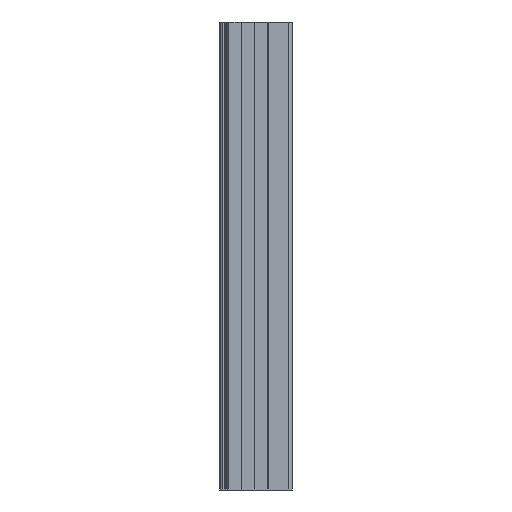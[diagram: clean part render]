
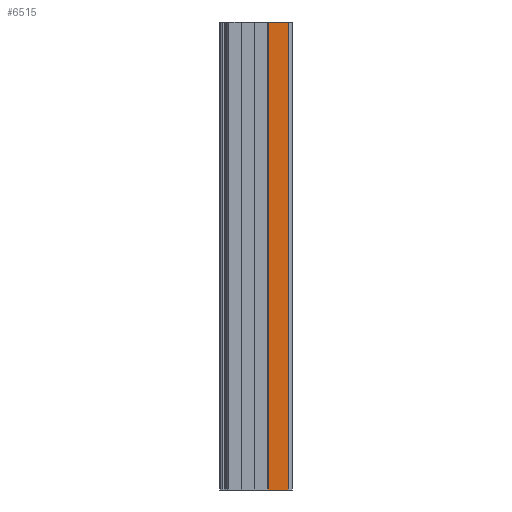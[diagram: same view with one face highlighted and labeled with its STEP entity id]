
A CAD part, left-side view. The second image highlights one B-rep face of the part: STEP entity #6515.
In plain terms, the highlighted planar face has unit normal (-1, 0, 0).
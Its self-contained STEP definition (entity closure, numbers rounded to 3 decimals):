
#2570 = LINE ( 'NONE', #2592, #2591 ) ;
#2590 = DIRECTION ( 'NONE',  ( 0., -1., 0. ) ) ;
#2591 = VECTOR ( 'NONE', #2590, 1000. ) ;
#2592 = CARTESIAN_POINT ( 'NONE',  ( 1083.964, 958.505, 0. ) ) ;
#3260 = VECTOR ( 'NONE', #3318, 1000. ) ;
#3261 = CARTESIAN_POINT ( 'NONE',  ( 1083.964, 980.865, 500. ) ) ;
#3262 = LINE ( 'NONE', #3261, #3260 ) ;
#3264 = DIRECTION ( 'NONE',  ( 0., 0., -1. ) ) ;
#3265 = VECTOR ( 'NONE', #3264, 1000. ) ;
#3266 = LINE ( 'NONE', #3274, #3265 ) ;
#3270 = DIRECTION ( 'NONE',  ( 0., -1., 0. ) ) ;
#3271 = DIRECTION ( 'NONE',  ( -1., 0., 0. ) ) ;
#3272 = CARTESIAN_POINT ( 'NONE',  ( 1083.964, 958.505, 0. ) ) ;
#3274 = CARTESIAN_POINT ( 'NONE',  ( 1083.964, 958.505, 0. ) ) ;
#3275 = PLANE ( 'NONE',  #3282 ) ;
#3279 = CARTESIAN_POINT ( 'NONE',  ( 1083.964, 958.505, 0. ) ) ;
#3282 = AXIS2_PLACEMENT_3D ( 'NONE', #3272, #3271, #3270 ) ;
#3283 = FACE_OUTER_BOUND ( 'NONE', #6290, .T. ) ;
#3288 = CARTESIAN_POINT ( 'NONE',  ( 1083.964, 958.505, 500. ) ) ;
#3318 = DIRECTION ( 'NONE',  ( 0., -1., 0. ) ) ;
#4770 = EDGE_CURVE ( 'NONE', #4889, #4879, #6674, .T. ) ;
#4879 = VERTEX_POINT ( 'NONE', #6781 ) ;
#4889 = VERTEX_POINT ( 'NONE', #6944 ) ;
#6290 = EDGE_LOOP ( 'NONE', ( #6560, #6587, #6608, #6562 ) ) ;
#6291 = EDGE_CURVE ( 'NONE', #4879, #6559, #2570, .T. ) ;
#6509 = VERTEX_POINT ( 'NONE', #3288 ) ;
#6515 = ADVANCED_FACE ( 'NONE', ( #3283 ), #3275, .T. ) ;
#6516 = EDGE_CURVE ( 'NONE', #6509, #6559, #3266, .T. ) ;
#6518 = EDGE_CURVE ( 'NONE', #4889, #6509, #3262, .T. ) ;
#6559 = VERTEX_POINT ( 'NONE', #3279 ) ;
#6560 = ORIENTED_EDGE ( 'NONE', *, *, #6291, .T. ) ;
#6562 = ORIENTED_EDGE ( 'NONE', *, *, #4770, .T. ) ;
#6587 = ORIENTED_EDGE ( 'NONE', *, *, #6516, .F. ) ;
#6608 = ORIENTED_EDGE ( 'NONE', *, *, #6518, .F. ) ;
#6671 = DIRECTION ( 'NONE',  ( 0., 0., -1. ) ) ;
#6672 = VECTOR ( 'NONE', #6671, 1000. ) ;
#6673 = CARTESIAN_POINT ( 'NONE',  ( 1083.964, 980.145, 0. ) ) ;
#6674 = LINE ( 'NONE', #6673, #6672 ) ;
#6781 = CARTESIAN_POINT ( 'NONE',  ( 1083.964, 980.145, 0. ) ) ;
#6944 = CARTESIAN_POINT ( 'NONE',  ( 1083.964, 980.145, 500. ) ) ;
